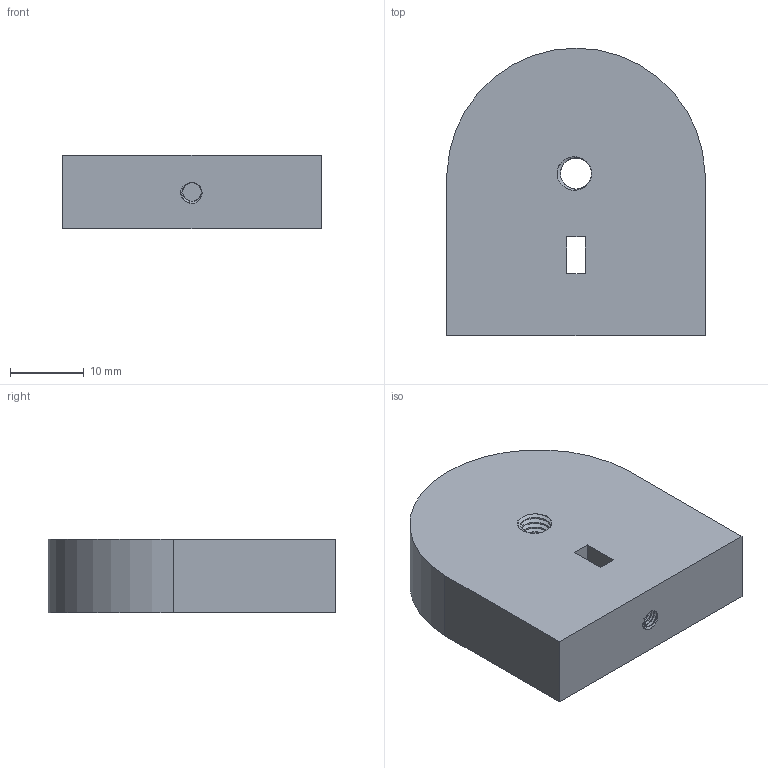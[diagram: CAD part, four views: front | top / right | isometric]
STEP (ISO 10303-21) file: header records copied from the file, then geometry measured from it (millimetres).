
FILE_DESCRIPTION(/* description */ (''),/* implementation_level */ '2;1');
FILE_NAME(/* name */ 'roll brackets v8.step',/* time_stamp */ '2025-07-01T21:55:02-04:00',/* author */ (''),/* organization */ (''),/* preprocessor_version */ 'ST-DEVELOPER v20.1',/* originating_system */ 'Autodesk Translation Framework v14.10.0.0',/* authorisation */ '');
FILE_SCHEMA (('AUTOMOTIVE_DESIGN { 1 0 10303 214 3 1 1 }'));
Length unit declared in the file: millimetre
Products named in the file (1): roll brackets
Bounding box: 35 x 39 x 10 mm (x, y, z)
Volume: 11611.7 mm3; surface area: 4281.3 mm2
Topology: 1 solids, 1 shells, 62 faces, 174 edges, 116 vertices
Faces by surface type: cylinder 47, plane 11, bspline 4
Full cylindrical faces by diameter (mm): 2.529 x6, 3.086 x3, 4.234 x3, 5.12 x3, 11 x1
Entity records: 4835 total; most frequent: CARTESIAN_POINT 3382, ORIENTED_EDGE 348, DIRECTION 208, EDGE_CURVE 174, VERTEX_POINT 116, B_SPLINE_CURVE_WITH_KNOTS 97, AXIS2_PLACEMENT_3D 72, EDGE_LOOP 68
